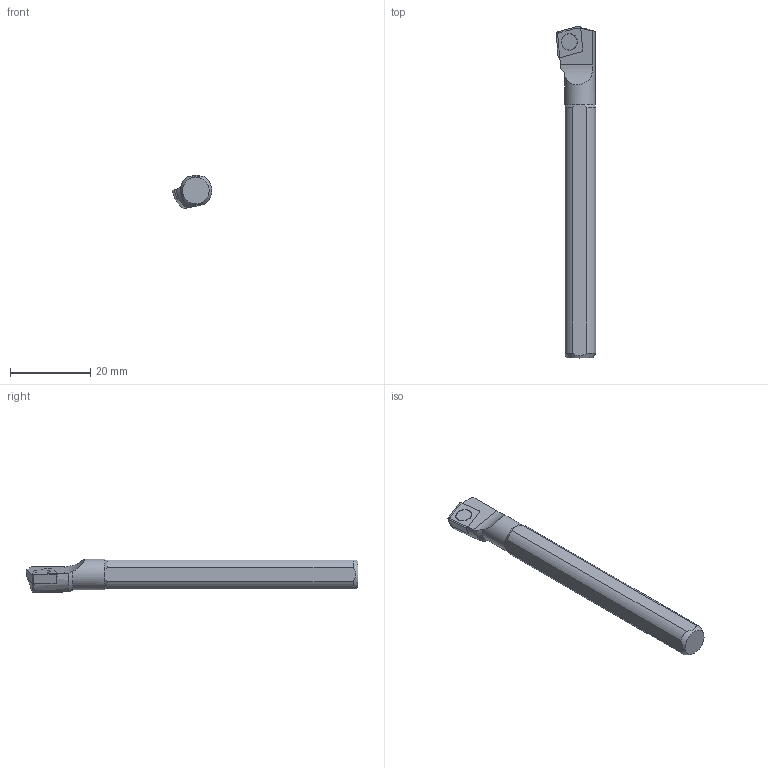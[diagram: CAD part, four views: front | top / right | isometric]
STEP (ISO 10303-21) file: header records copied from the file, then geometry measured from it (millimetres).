
FILE_DESCRIPTION(/* description */ (''),/* implementation_level */ '2;1');
FILE_NAME(/* name */ 'S08FSCKCR06_SIM.stp',/* time_stamp */ '2023-09-06T13:12:57+02:00',/* author */ (''),/* organization */ (''),/* preprocessor_version */ 'ST-DEVELOPER v18.102',/* originating_system */ 'SIEMENS PLM Software NX 2027',/* authorisation */ '');
FILE_SCHEMA (('AUTOMOTIVE_DESIGN { 1 0 10303 214 3 1 1 1 }'));
Length unit declared in the file: millimetre
Products named in the file (1): model1
Bounding box: 9.87 x 82.53 x 8.34 mm (x, y, z)
Volume: 3806.5 mm3; surface area: 2225.8 mm2
Topology: 2 solids, 2 shells, 39 faces, 98 edges, 64 vertices
Faces by surface type: plane 17, cone 12, cylinder 7, torus 3
Full cylindrical faces by diameter (mm): 2.8 x1, 4.1 x1, 7.6 x1
Entity records: 1217 total; most frequent: CARTESIAN_POINT 293, DIRECTION 183, ORIENTED_EDGE 178, EDGE_CURVE 89, AXIS2_PLACEMENT_3D 74, VERTEX_POINT 62, EDGE_LOOP 49, ADVANCED_FACE 39
